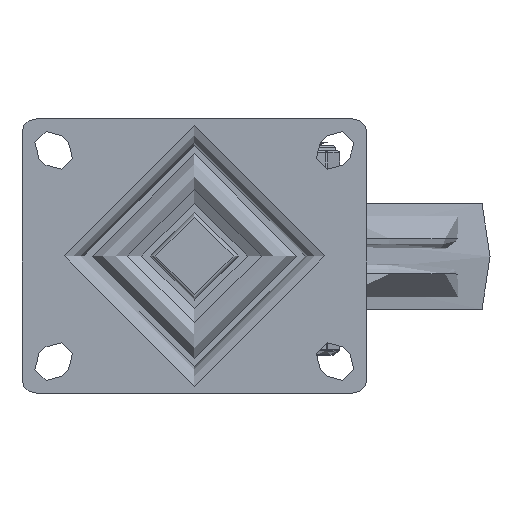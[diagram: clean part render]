
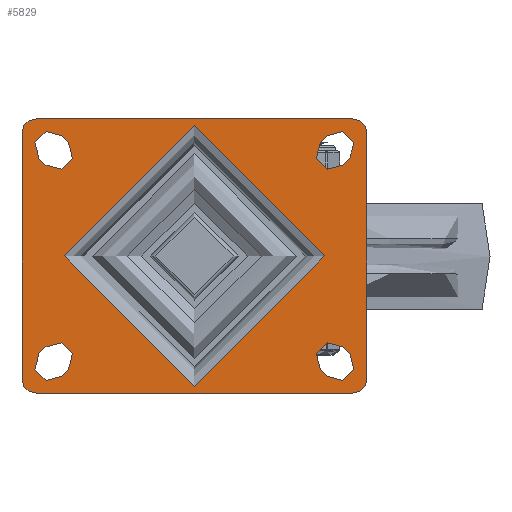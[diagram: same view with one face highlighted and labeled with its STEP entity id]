
A CAD part, top view. The second image highlights one B-rep face of the part: STEP entity #5829.
In plain terms, the highlighted planar face has unit normal (0, 0, 1).
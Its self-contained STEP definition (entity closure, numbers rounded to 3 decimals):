
#505=FACE_BOUND('',#1465,.T.);
#506=FACE_BOUND('',#1466,.T.);
#507=FACE_BOUND('',#1467,.T.);
#508=FACE_BOUND('',#1468,.T.);
#509=FACE_BOUND('',#1469,.T.);
#614=PLANE('',#6513);
#1084=FACE_OUTER_BOUND('',#1464,.T.);
#1464=EDGE_LOOP('',(#5135,#5136,#5137,#5138,#5139,#5140,#5141,#5142));
#1465=EDGE_LOOP('',(#5143,#5144,#5145,#5146));
#1466=EDGE_LOOP('',(#5147,#5148,#5149,#5150));
#1467=EDGE_LOOP('',(#5151,#5152,#5153,#5154));
#1468=EDGE_LOOP('',(#5155,#5156,#5157,#5158));
#1469=EDGE_LOOP('',(#5159));
#1791=LINE('',#14692,#2157);
#1795=LINE('',#14704,#2161);
#1799=LINE('',#14716,#2165);
#1803=LINE('',#14728,#2169);
#1807=LINE('',#14740,#2173);
#1811=LINE('',#14752,#2177);
#1815=LINE('',#14764,#2181);
#1819=LINE('',#14776,#2185);
#1835=LINE('',#14893,#2201);
#1837=LINE('',#14896,#2203);
#1839=LINE('',#14899,#2205);
#1840=LINE('',#14900,#2206);
#2157=VECTOR('',#7691,10.);
#2161=VECTOR('',#7703,10.);
#2165=VECTOR('',#7715,10.);
#2169=VECTOR('',#7727,10.);
#2173=VECTOR('',#7739,10.);
#2177=VECTOR('',#7751,10.);
#2181=VECTOR('',#7763,10.);
#2185=VECTOR('',#7775,10.);
#2201=VECTOR('',#7917,1000.);
#2203=VECTOR('',#7921,1000.);
#2205=VECTOR('',#7925,1000.);
#2206=VECTOR('',#7926,1000.);
#2480=CIRCLE('',#6423,4.5);
#2482=CIRCLE('',#6427,4.5);
#2484=CIRCLE('',#6431,4.5);
#2486=CIRCLE('',#6435,4.5);
#2488=CIRCLE('',#6439,4.5);
#2490=CIRCLE('',#6443,4.5);
#2492=CIRCLE('',#6447,4.5);
#2494=CIRCLE('',#6451,4.5);
#2500=CIRCLE('',#6459,37.);
#2509=CIRCLE('',#6473,4.);
#2511=CIRCLE('',#6476,4.);
#2513=CIRCLE('',#6479,4.);
#2515=CIRCLE('',#6482,4.);
#2907=VERTEX_POINT('',#14689);
#2908=VERTEX_POINT('',#14691);
#2910=VERTEX_POINT('',#14697);
#2912=VERTEX_POINT('',#14703);
#2915=VERTEX_POINT('',#14713);
#2916=VERTEX_POINT('',#14715);
#2918=VERTEX_POINT('',#14721);
#2920=VERTEX_POINT('',#14727);
#2923=VERTEX_POINT('',#14737);
#2924=VERTEX_POINT('',#14739);
#2926=VERTEX_POINT('',#14745);
#2928=VERTEX_POINT('',#14751);
#2931=VERTEX_POINT('',#14761);
#2932=VERTEX_POINT('',#14763);
#2934=VERTEX_POINT('',#14769);
#2936=VERTEX_POINT('',#14775);
#2940=VERTEX_POINT('',#14790);
#2947=VERTEX_POINT('',#14814);
#2948=VERTEX_POINT('',#14815);
#2951=VERTEX_POINT('',#14823);
#2952=VERTEX_POINT('',#14824);
#2955=VERTEX_POINT('',#14832);
#2956=VERTEX_POINT('',#14833);
#2959=VERTEX_POINT('',#14841);
#2960=VERTEX_POINT('',#14842);
#3630=EDGE_CURVE('',#2908,#2907,#1791,.T.);
#3633=EDGE_CURVE('',#2910,#2908,#2480,.T.);
#3636=EDGE_CURVE('',#2912,#2910,#1795,.T.);
#3639=EDGE_CURVE('',#2907,#2912,#2482,.T.);
#3642=EDGE_CURVE('',#2916,#2915,#1799,.T.);
#3645=EDGE_CURVE('',#2918,#2916,#2484,.T.);
#3648=EDGE_CURVE('',#2920,#2918,#1803,.T.);
#3651=EDGE_CURVE('',#2915,#2920,#2486,.T.);
#3654=EDGE_CURVE('',#2924,#2923,#1807,.T.);
#3657=EDGE_CURVE('',#2926,#2924,#2488,.T.);
#3660=EDGE_CURVE('',#2928,#2926,#1811,.T.);
#3663=EDGE_CURVE('',#2923,#2928,#2490,.T.);
#3666=EDGE_CURVE('',#2932,#2931,#1815,.T.);
#3669=EDGE_CURVE('',#2934,#2932,#2492,.T.);
#3672=EDGE_CURVE('',#2936,#2934,#1819,.T.);
#3675=EDGE_CURVE('',#2931,#2936,#2494,.T.);
#3681=EDGE_CURVE('',#2940,#2940,#2500,.T.);
#3692=EDGE_CURVE('',#2947,#2948,#2509,.T.);
#3696=EDGE_CURVE('',#2951,#2952,#2511,.T.);
#3700=EDGE_CURVE('',#2955,#2956,#2513,.T.);
#3704=EDGE_CURVE('',#2959,#2960,#2515,.T.);
#3727=EDGE_CURVE('',#2960,#2951,#1835,.T.);
#3729=EDGE_CURVE('',#2952,#2947,#1837,.T.);
#3731=EDGE_CURVE('',#2956,#2959,#1839,.T.);
#3732=EDGE_CURVE('',#2948,#2955,#1840,.T.);
#5135=ORIENTED_EDGE('',*,*,#3704,.F.);
#5136=ORIENTED_EDGE('',*,*,#3731,.F.);
#5137=ORIENTED_EDGE('',*,*,#3700,.F.);
#5138=ORIENTED_EDGE('',*,*,#3732,.F.);
#5139=ORIENTED_EDGE('',*,*,#3692,.F.);
#5140=ORIENTED_EDGE('',*,*,#3729,.F.);
#5141=ORIENTED_EDGE('',*,*,#3696,.F.);
#5142=ORIENTED_EDGE('',*,*,#3727,.F.);
#5143=ORIENTED_EDGE('',*,*,#3636,.T.);
#5144=ORIENTED_EDGE('',*,*,#3633,.T.);
#5145=ORIENTED_EDGE('',*,*,#3630,.T.);
#5146=ORIENTED_EDGE('',*,*,#3639,.T.);
#5147=ORIENTED_EDGE('',*,*,#3648,.T.);
#5148=ORIENTED_EDGE('',*,*,#3645,.T.);
#5149=ORIENTED_EDGE('',*,*,#3642,.T.);
#5150=ORIENTED_EDGE('',*,*,#3651,.T.);
#5151=ORIENTED_EDGE('',*,*,#3660,.T.);
#5152=ORIENTED_EDGE('',*,*,#3657,.T.);
#5153=ORIENTED_EDGE('',*,*,#3654,.T.);
#5154=ORIENTED_EDGE('',*,*,#3663,.T.);
#5155=ORIENTED_EDGE('',*,*,#3672,.T.);
#5156=ORIENTED_EDGE('',*,*,#3669,.T.);
#5157=ORIENTED_EDGE('',*,*,#3666,.T.);
#5158=ORIENTED_EDGE('',*,*,#3675,.T.);
#5159=ORIENTED_EDGE('',*,*,#3681,.F.);
#5829=ADVANCED_FACE('',(#1084,#505,#506,#507,#508,#509),#614,.T.);
#6423=AXIS2_PLACEMENT_3D('',#14698,#7697,#7698);
#6427=AXIS2_PLACEMENT_3D('',#14708,#7709,#7710);
#6431=AXIS2_PLACEMENT_3D('',#14722,#7721,#7722);
#6435=AXIS2_PLACEMENT_3D('',#14732,#7733,#7734);
#6439=AXIS2_PLACEMENT_3D('',#14746,#7745,#7746);
#6443=AXIS2_PLACEMENT_3D('',#14756,#7757,#7758);
#6447=AXIS2_PLACEMENT_3D('',#14770,#7769,#7770);
#6451=AXIS2_PLACEMENT_3D('',#14780,#7781,#7782);
#6459=AXIS2_PLACEMENT_3D('',#14792,#7797,#7798);
#6473=AXIS2_PLACEMENT_3D('',#14816,#7827,#7828);
#6476=AXIS2_PLACEMENT_3D('',#14825,#7835,#7836);
#6479=AXIS2_PLACEMENT_3D('',#14834,#7843,#7844);
#6482=AXIS2_PLACEMENT_3D('',#14843,#7851,#7852);
#6513=AXIS2_PLACEMENT_3D('',#14898,#7923,#7924);
#7691=DIRECTION('',(0.707,0.707,0.));
#7697=DIRECTION('center_axis',(0.,0.,-1.));
#7698=DIRECTION('ref_axis',(-0.707,0.707,0.));
#7703=DIRECTION('',(-0.707,-0.707,0.));
#7709=DIRECTION('center_axis',(0.,0.,-1.));
#7710=DIRECTION('ref_axis',(0.707,-0.707,0.));
#7715=DIRECTION('',(-0.707,0.707,0.));
#7721=DIRECTION('center_axis',(0.,0.,-1.));
#7722=DIRECTION('ref_axis',(-0.707,-0.707,0.));
#7727=DIRECTION('',(0.707,-0.707,0.));
#7733=DIRECTION('center_axis',(0.,0.,-1.));
#7734=DIRECTION('ref_axis',(0.707,0.707,0.));
#7739=DIRECTION('',(0.707,-0.707,0.));
#7745=DIRECTION('center_axis',(0.,0.,-1.));
#7746=DIRECTION('ref_axis',(0.707,0.707,0.));
#7751=DIRECTION('',(-0.707,0.707,0.));
#7757=DIRECTION('center_axis',(0.,0.,-1.));
#7758=DIRECTION('ref_axis',(-0.707,-0.707,0.));
#7763=DIRECTION('',(-0.707,-0.707,0.));
#7769=DIRECTION('center_axis',(0.,0.,-1.));
#7770=DIRECTION('ref_axis',(0.707,-0.707,0.));
#7775=DIRECTION('',(0.707,0.707,0.));
#7781=DIRECTION('center_axis',(0.,0.,-1.));
#7782=DIRECTION('ref_axis',(-0.707,0.707,0.));
#7797=DIRECTION('center_axis',(0.,0.,1.));
#7798=DIRECTION('ref_axis',(-1.,0.,0.));
#7827=DIRECTION('center_axis',(0.,0.,-1.));
#7828=DIRECTION('ref_axis',(-0.707,0.707,0.));
#7835=DIRECTION('center_axis',(0.,0.,-1.));
#7836=DIRECTION('ref_axis',(-0.707,-0.707,0.));
#7843=DIRECTION('center_axis',(0.,0.,-1.));
#7844=DIRECTION('ref_axis',(0.707,0.707,0.));
#7851=DIRECTION('center_axis',(0.,0.,-1.));
#7852=DIRECTION('ref_axis',(0.707,-0.707,0.));
#7917=DIRECTION('',(-1.,0.,0.));
#7921=DIRECTION('',(0.,1.,0.));
#7923=DIRECTION('center_axis',(0.,0.,1.));
#7924=DIRECTION('ref_axis',(1.,0.,0.));
#7925=DIRECTION('',(0.,-1.,0.));
#7926=DIRECTION('',(1.,0.,0.));
#14689=CARTESIAN_POINT('',(37.818,34.182,0.));
#14691=CARTESIAN_POINT('',(35.818,32.182,0.));
#14692=CARTESIAN_POINT('',(18.818,15.182,0.));
#14697=CARTESIAN_POINT('',(42.182,25.818,0.));
#14698=CARTESIAN_POINT('Origin',(39.,29.,0.));
#14703=CARTESIAN_POINT('',(44.182,27.818,0.));
#14704=CARTESIAN_POINT('',(26.182,9.818,0.));
#14708=CARTESIAN_POINT('Origin',(41.,31.,0.));
#14713=CARTESIAN_POINT('',(35.818,-32.182,0.));
#14715=CARTESIAN_POINT('',(37.818,-34.182,0.));
#14716=CARTESIAN_POINT('',(19.818,-16.182,0.));
#14721=CARTESIAN_POINT('',(44.182,-27.818,0.));
#14722=CARTESIAN_POINT('Origin',(41.,-31.,0.));
#14727=CARTESIAN_POINT('',(42.182,-25.818,0.));
#14728=CARTESIAN_POINT('',(25.182,-8.818,0.));
#14732=CARTESIAN_POINT('Origin',(39.,-29.,0.));
#14737=CARTESIAN_POINT('',(-35.818,32.182,0.));
#14739=CARTESIAN_POINT('',(-37.818,34.182,0.));
#14740=CARTESIAN_POINT('',(-19.818,16.182,0.));
#14745=CARTESIAN_POINT('',(-44.182,27.818,0.));
#14746=CARTESIAN_POINT('Origin',(-41.,31.,0.));
#14751=CARTESIAN_POINT('',(-42.182,25.818,0.));
#14752=CARTESIAN_POINT('',(-25.182,8.818,0.));
#14756=CARTESIAN_POINT('Origin',(-39.,29.,0.));
#14761=CARTESIAN_POINT('',(-37.818,-34.182,0.));
#14763=CARTESIAN_POINT('',(-35.818,-32.182,0.));
#14764=CARTESIAN_POINT('',(-18.818,-15.182,0.));
#14769=CARTESIAN_POINT('',(-42.182,-25.818,0.));
#14770=CARTESIAN_POINT('Origin',(-39.,-29.,0.));
#14775=CARTESIAN_POINT('',(-44.182,-27.818,0.));
#14776=CARTESIAN_POINT('',(-26.182,-9.818,0.));
#14780=CARTESIAN_POINT('Origin',(-41.,-31.,0.));
#14790=CARTESIAN_POINT('',(-37.,0.,0.));
#14792=CARTESIAN_POINT('Origin',(0.,0.,0.));
#14814=CARTESIAN_POINT('',(-49.,35.,0.));
#14815=CARTESIAN_POINT('',(-45.,39.,0.));
#14816=CARTESIAN_POINT('Origin',(-45.,35.,0.));
#14823=CARTESIAN_POINT('',(-45.,-39.,0.));
#14824=CARTESIAN_POINT('',(-49.,-35.,0.));
#14825=CARTESIAN_POINT('Origin',(-45.,-35.,0.));
#14832=CARTESIAN_POINT('',(45.,39.,0.));
#14833=CARTESIAN_POINT('',(49.,35.,0.));
#14834=CARTESIAN_POINT('Origin',(45.,35.,0.));
#14841=CARTESIAN_POINT('',(49.,-35.,0.));
#14842=CARTESIAN_POINT('',(45.,-39.,0.));
#14843=CARTESIAN_POINT('Origin',(45.,-35.,0.));
#14893=CARTESIAN_POINT('',(49.,-39.,0.));
#14896=CARTESIAN_POINT('',(-49.,-39.,0.));
#14898=CARTESIAN_POINT('Origin',(0.,0.,0.));
#14899=CARTESIAN_POINT('',(49.,39.,0.));
#14900=CARTESIAN_POINT('',(-49.,39.,0.));
